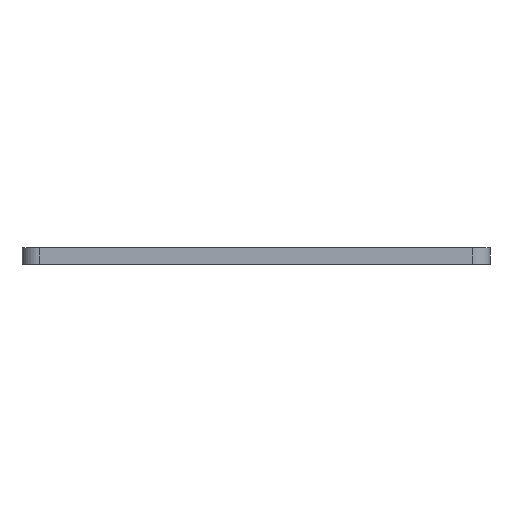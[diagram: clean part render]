
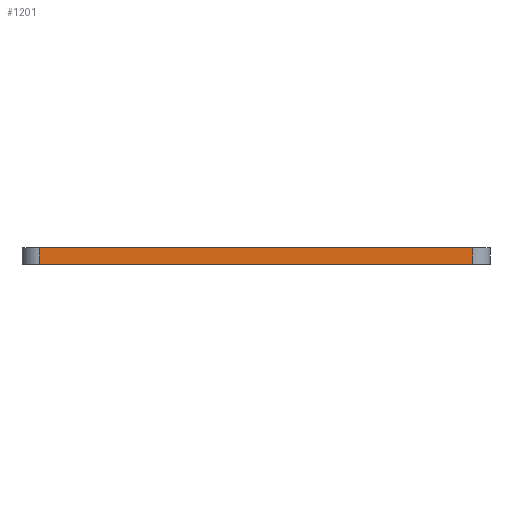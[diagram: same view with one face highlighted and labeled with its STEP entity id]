
A CAD part, front view. The second image highlights one B-rep face of the part: STEP entity #1201.
In plain terms, the highlighted planar face has unit normal (0, -1, 0).
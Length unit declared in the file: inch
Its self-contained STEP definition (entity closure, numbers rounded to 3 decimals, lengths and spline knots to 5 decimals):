
#204=FACE_OUTER_BOUND('',#261,.T.);
#261=EDGE_LOOP('',(#995,#996,#997,#998));
#406=LINE('',#1993,#509);
#407=LINE('',#1996,#510);
#408=LINE('',#1998,#511);
#409=LINE('',#1999,#512);
#509=VECTOR('',#1657,0.3937);
#510=VECTOR('',#1660,0.3937);
#511=VECTOR('',#1661,0.3937);
#512=VECTOR('',#1662,0.3937);
#620=VERTEX_POINT('',#1989);
#621=VERTEX_POINT('',#1991);
#622=VERTEX_POINT('',#1995);
#623=VERTEX_POINT('',#1997);
#780=EDGE_CURVE('',#620,#621,#406,.T.);
#781=EDGE_CURVE('',#622,#620,#407,.T.);
#782=EDGE_CURVE('',#623,#621,#408,.T.);
#783=EDGE_CURVE('',#622,#623,#409,.T.);
#995=ORIENTED_EDGE('',*,*,#781,.T.);
#996=ORIENTED_EDGE('',*,*,#780,.T.);
#997=ORIENTED_EDGE('',*,*,#782,.F.);
#998=ORIENTED_EDGE('',*,*,#783,.F.);
#1146=PLANE('',#1336);
#1201=ADVANCED_FACE('',(#204),#1146,.T.);
#1336=AXIS2_PLACEMENT_3D('',#1994,#1658,#1659);
#1657=DIRECTION('',(0.,0.,1.));
#1658=DIRECTION('center_axis',(0.,-1.,0.));
#1659=DIRECTION('ref_axis',(1.,0.,0.));
#1660=DIRECTION('',(1.,0.,0.));
#1661=DIRECTION('',(1.,0.,0.));
#1662=DIRECTION('',(0.,0.,1.));
#1989=CARTESIAN_POINT('',(1.53502,-1.96914,0.));
#1991=CARTESIAN_POINT('',(1.53502,-1.96914,0.11811));
#1993=CARTESIAN_POINT('',(1.53502,-1.96914,0.));
#1994=CARTESIAN_POINT('Origin',(-1.56144,-1.96914,0.));
#1995=CARTESIAN_POINT('',(-1.56144,-1.96914,0.));
#1996=CARTESIAN_POINT('',(-1.56144,-1.96914,0.));
#1997=CARTESIAN_POINT('',(-1.56144,-1.96914,0.11811));
#1998=CARTESIAN_POINT('',(-1.56144,-1.96914,0.11811));
#1999=CARTESIAN_POINT('',(-1.56144,-1.96914,0.));
